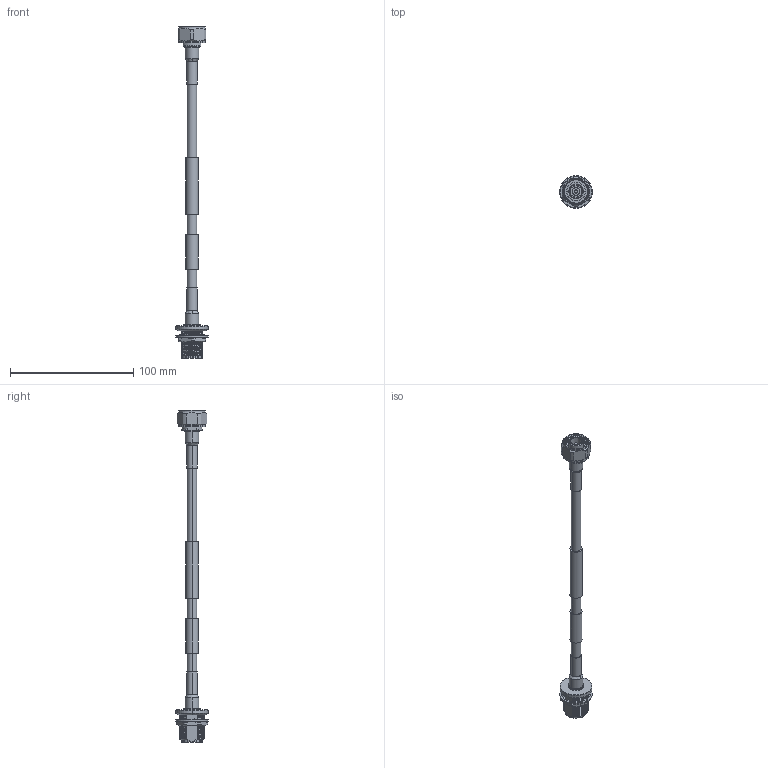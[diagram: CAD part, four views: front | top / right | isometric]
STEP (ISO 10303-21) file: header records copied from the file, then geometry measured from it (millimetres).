
FILE_DESCRIPTION (( 'STEP AP214' ), '1' );
FILE_NAME ('PE3C7822.step', '2021-02-09T19:13:18', ( '' ), ( '' ), 'SwSTEP 2.0', 'SolidWorks 2018', '' );
FILE_SCHEMA (( 'AUTOMOTIVE_DESIGN' ));
Length unit declared in the file: inch
Products named in the file (5): Heat Shrink^PE3C7822; PE-1/4SFHC^PE3C7822; PE45650^PE3C7822; PE3C7822; PE45653^PE3C7822
Assembly tree (5 placements, depth 2):
  PE3C7822
    PE-1/4SFHC^PE3C7822
    Heat Shrink^PE3C7822  x2
    PE45650^PE3C7822
    PE45653^PE3C7822
Bounding box: 26.5 x 26.5 x 268.85 mm (x, y, z)
Volume: 26381 mm3; surface area: 16072.6 mm2
Topology: 9 solids, 9 shells, 502 faces, 1363 edges, 897 vertices
Faces by surface type: bspline 181, cylinder 170, plane 86, cone 49, torus 16
Entity records: 108566 total; most frequent: CARTESIAN_POINT 97804, ORIENTED_EDGE 2690, DIRECTION 1619, EDGE_CURVE 1345, VERTEX_POINT 885, AXIS2_PLACEMENT_3D 626, EDGE_LOOP 524, FACE_OUTER_BOUND 494
